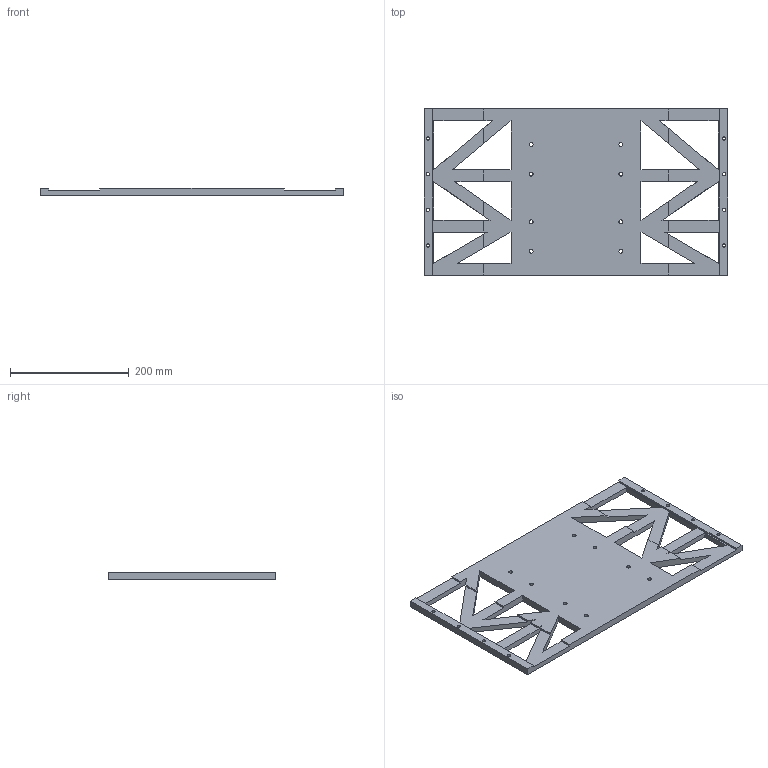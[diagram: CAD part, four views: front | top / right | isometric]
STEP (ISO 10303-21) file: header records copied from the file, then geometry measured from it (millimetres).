
FILE_DESCRIPTION(('FreeCAD Model'),'2;1');
FILE_NAME('Open CASCADE Shape Model','2024-11-06T17:44:58',(''),(''), 'Open CASCADE STEP processor 7.6','FreeCAD','Unknown');
FILE_SCHEMA(('CONFIG_CONTROL_DESIGN','SHAPE_APPEARANCE_LAYER_MIM'));
Length unit declared in the file: millimetre
Products named in the file (1): StageBottomSupportPlane
Bounding box: 511 x 280 x 12 mm (x, y, z)
Volume: 1180863.1 mm3; surface area: 266506.2 mm2
Topology: 1 solids, 1 shells, 88 faces, 286 edges, 188 vertices
Faces by surface type: plane 64, cylinder 16, cone 8
Full cylindrical faces by diameter (mm): 5.5 x8, 6.4 x8
Entity records: 3262 total; most frequent: ORIENTED_EDGE 572, CARTESIAN_POINT 571, DIRECTION 496, EDGE_CURVE 286, LINE 238, VECTOR 238, VERTEX_POINT 188, FACE_BOUND 132
